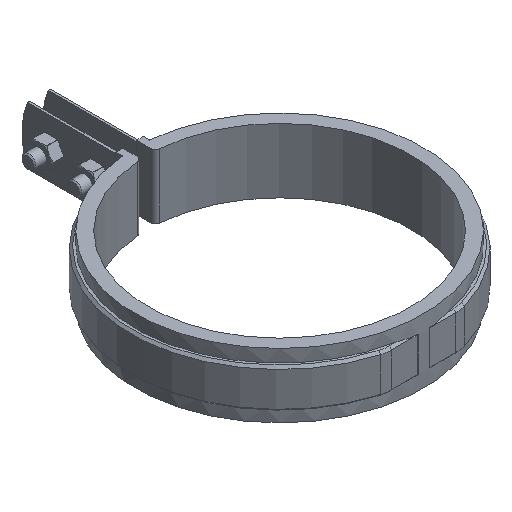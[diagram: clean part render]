
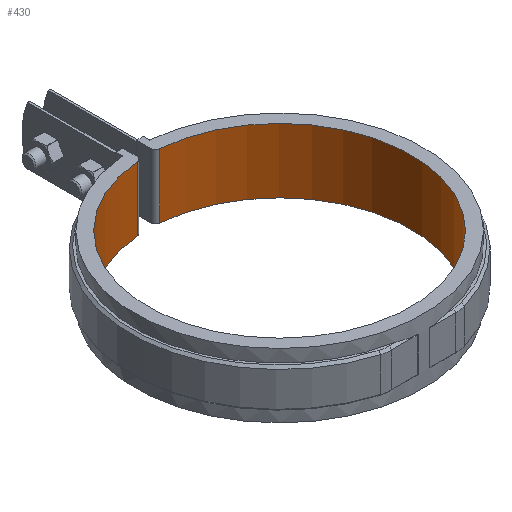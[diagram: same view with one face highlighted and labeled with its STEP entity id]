
A CAD part, isometric view. The second image highlights one B-rep face of the part: STEP entity #430.
In plain terms, the highlighted cylindrical face has radius 57.15 mm (diameter 114.3 mm), a partial arc.
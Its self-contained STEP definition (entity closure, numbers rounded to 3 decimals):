
#430 = ADVANCED_FACE( '', ( #752 ), #753, .F. );
#752 = FACE_OUTER_BOUND( '', #1714, .T. );
#753 = CYLINDRICAL_SURFACE( '', #1715, 57.15 );
#1714 = EDGE_LOOP( '', ( #3297, #3298, #3299, #3300 ) );
#1715 = AXIS2_PLACEMENT_3D( '', #3301, #3302, #3303 );
#3297 = ORIENTED_EDGE( '', *, *, #4121, .F. );
#3298 = ORIENTED_EDGE( '', *, *, #4016, .F. );
#3299 = ORIENTED_EDGE( '', *, *, #4118, .T. );
#3300 = ORIENTED_EDGE( '', *, *, #4170, .T. );
#3301 = CARTESIAN_POINT( '', ( 0., 0., -14. ) );
#3302 = DIRECTION( '', ( 0., 0., -1. ) );
#3303 = DIRECTION( '', ( -0.085, -0.996, 0. ) );
#4016 = EDGE_CURVE( '', #4631, #4627, #4633, .T. );
#4118 = EDGE_CURVE( '', #4631, #4799, #4801, .T. );
#4121 = EDGE_CURVE( '', #4627, #4805, #4806, .T. );
#4170 = EDGE_CURVE( '', #4799, #4805, #4876, .T. );
#4627 = VERTEX_POINT( '', #6734 );
#4631 = VERTEX_POINT( '', #6739 );
#4633 = LINE( '', #6741, #6742 );
#4799 = VERTEX_POINT( '', #7470 );
#4801 = CIRCLE( '', #7472, 57.15 );
#4805 = VERTEX_POINT( '', #7478 );
#4806 = CIRCLE( '', #7479, 57.15 );
#4876 = LINE( '', #7584, #7585 );
#6734 = CARTESIAN_POINT( '', ( 4.831, 56.945, 14. ) );
#6739 = CARTESIAN_POINT( '', ( 4.831, 56.945, -14. ) );
#6741 = CARTESIAN_POINT( '', ( 4.831, 56.945, -14. ) );
#6742 = VECTOR( '', #8250, 1000. );
#7470 = CARTESIAN_POINT( '', ( -4.831, 56.945, -14. ) );
#7472 = AXIS2_PLACEMENT_3D( '', #8363, #8364, #8365 );
#7478 = CARTESIAN_POINT( '', ( -4.831, 56.945, 14. ) );
#7479 = AXIS2_PLACEMENT_3D( '', #8368, #8369, #8370 );
#7584 = CARTESIAN_POINT( '', ( -4.831, 56.945, -14. ) );
#7585 = VECTOR( '', #8454, 1000. );
#8250 = DIRECTION( '', ( 0., 0., 1. ) );
#8363 = CARTESIAN_POINT( '', ( 0., 0., -14. ) );
#8364 = DIRECTION( '', ( 0., 0., -1. ) );
#8365 = DIRECTION( '', ( 1., 0., 0. ) );
#8368 = CARTESIAN_POINT( '', ( 0., 0., 14. ) );
#8369 = DIRECTION( '', ( 0., 0., -1. ) );
#8370 = DIRECTION( '', ( 1., 0., 0. ) );
#8454 = DIRECTION( '', ( 0., 0., 1. ) );
